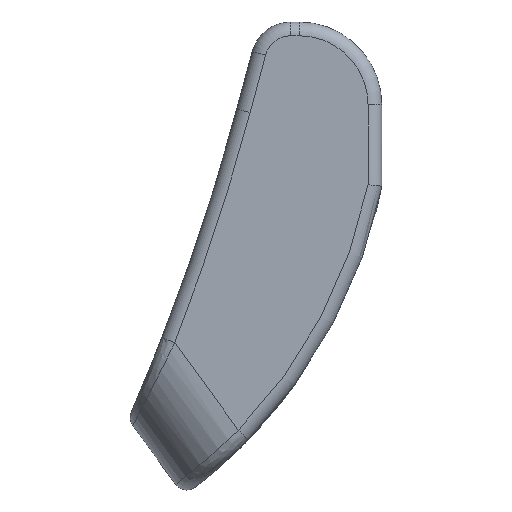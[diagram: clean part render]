
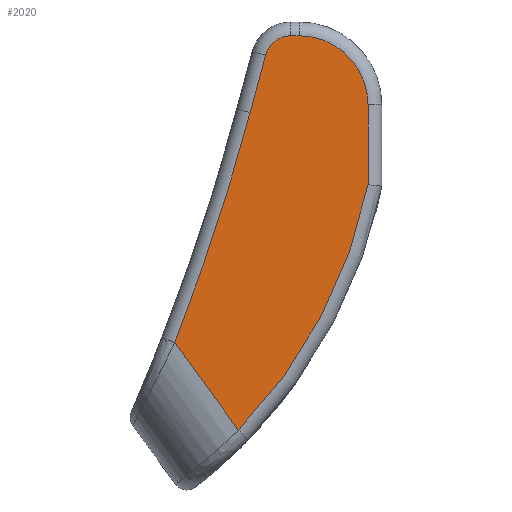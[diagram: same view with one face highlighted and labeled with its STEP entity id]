
A CAD part, left-side view. The second image highlights one B-rep face of the part: STEP entity #2020.
In plain terms, the highlighted planar face has unit normal (-1, 0, 0).
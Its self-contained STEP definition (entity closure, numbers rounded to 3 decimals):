
#17 = EDGE_LOOP ( 'NONE', ( #730, #1820, #723, #1537, #907, #761, #1227, #1801 ) ) ;
#59 = CIRCLE ( 'NONE', #684, 17.787 ) ;
#71 = EDGE_CURVE ( 'NONE', #566, #344, #1887, .T. ) ;
#99 = DIRECTION ( 'NONE',  ( 0., 0., -1. ) ) ;
#169 = VERTEX_POINT ( 'NONE', #1313 ) ;
#188 = CARTESIAN_POINT ( 'NONE',  ( -53., -4.228, 5.315 ) ) ;
#203 = CARTESIAN_POINT ( 'NONE',  ( -53., -8., 17.45 ) ) ;
#251 = EDGE_CURVE ( 'NONE', #1090, #890, #974, .T. ) ;
#304 = CARTESIAN_POINT ( 'NONE',  ( -53., -7.7, 17.45 ) ) ;
#321 = EDGE_CURVE ( 'NONE', #1051, #453, #882, .T. ) ;
#326 = CIRCLE ( 'NONE', #1119, 2.5 ) ;
#344 = VERTEX_POINT ( 'NONE', #1037 ) ;
#380 = CARTESIAN_POINT ( 'NONE',  ( -53., -8., 14.95 ) ) ;
#427 = CARTESIAN_POINT ( 'NONE',  ( -53., -7.7, 16.5 ) ) ;
#453 = VERTEX_POINT ( 'NONE', #203 ) ;
#497 = DIRECTION ( 'NONE',  ( 1., 0., 0. ) ) ;
#515 = CARTESIAN_POINT ( 'NONE',  ( -53., 70.808, 35.309 ) ) ;
#566 = VERTEX_POINT ( 'NONE', #743 ) ;
#632 = DIRECTION ( 'NONE',  ( 0., 0., -1. ) ) ;
#651 = CARTESIAN_POINT ( 'NONE',  ( -53., 6.935, 15.569 ) ) ;
#652 = CARTESIAN_POINT ( 'NONE',  ( -53., -10.5, 12. ) ) ;
#684 = AXIS2_PLACEMENT_3D ( 'NONE', #651, #497, #1579 ) ;
#686 = EDGE_CURVE ( 'NONE', #169, #1879, #1259, .T. ) ;
#723 = ORIENTED_EDGE ( 'NONE', *, *, #71, .F. ) ;
#730 = ORIENTED_EDGE ( 'NONE', *, *, #251, .F. ) ;
#733 = DIRECTION ( 'NONE',  ( 1., 0., 0. ) ) ;
#743 = CARTESIAN_POINT ( 'NONE',  ( -53., -10.5, 14.95 ) ) ;
#761 = ORIENTED_EDGE ( 'NONE', *, *, #1725, .F. ) ;
#799 = AXIS2_PLACEMENT_3D ( 'NONE', #1951, #1961, #1805 ) ;
#861 = DIRECTION ( 'NONE',  ( 0., 0.588, 0.809 ) ) ;
#882 = LINE ( 'NONE', #1839, #1657 ) ;
#890 = VERTEX_POINT ( 'NONE', #1999 ) ;
#907 = ORIENTED_EDGE ( 'NONE', *, *, #321, .F. ) ;
#974 = LINE ( 'NONE', #188, #1822 ) ;
#1013 = DIRECTION ( 'NONE',  ( 0., 0., -1. ) ) ;
#1037 = CARTESIAN_POINT ( 'NONE',  ( -53., -10.5, 12.05 ) ) ;
#1051 = VERTEX_POINT ( 'NONE', #304 ) ;
#1090 = VERTEX_POINT ( 'NONE', #1276 ) ;
#1100 = CARTESIAN_POINT ( 'NONE',  ( -53., -6.782, 16.746 ) ) ;
#1119 = AXIS2_PLACEMENT_3D ( 'NONE', #380, #1309, #1013 ) ;
#1160 = CIRCLE ( 'NONE', #1935, 0.95 ) ;
#1199 = DIRECTION ( 'NONE',  ( 0., 0., -1. ) ) ;
#1227 = ORIENTED_EDGE ( 'NONE', *, *, #686, .F. ) ;
#1259 = LINE ( 'NONE', #1100, #1747 ) ;
#1276 = CARTESIAN_POINT ( 'NONE',  ( -53., -5.8, 3.152 ) ) ;
#1296 = PLANE ( 'NONE',  #1924 ) ;
#1309 = DIRECTION ( 'NONE',  ( 1., 0., 0. ) ) ;
#1313 = CARTESIAN_POINT ( 'NONE',  ( -53., -6.226, 14.668 ) ) ;
#1349 = DIRECTION ( 'NONE',  ( -1., 0., 0. ) ) ;
#1418 = CIRCLE ( 'NONE', #799, 79.751 ) ;
#1424 = CARTESIAN_POINT ( 'NONE',  ( -53., -6.782, 16.746 ) ) ;
#1443 = FACE_OUTER_BOUND ( 'NONE', #17, .T. ) ;
#1530 = DIRECTION ( 'NONE',  ( 0., -0.259, 0.966 ) ) ;
#1537 = ORIENTED_EDGE ( 'NONE', *, *, #1986, .F. ) ;
#1550 = EDGE_CURVE ( 'NONE', #344, #1090, #59, .T. ) ;
#1579 = DIRECTION ( 'NONE',  ( 0., 0., -1. ) ) ;
#1657 = VECTOR ( 'NONE', #1829, 1000. ) ;
#1725 = EDGE_CURVE ( 'NONE', #1879, #1051, #1160, .T. ) ;
#1747 = VECTOR ( 'NONE', #1530, 1000. ) ;
#1748 = EDGE_CURVE ( 'NONE', #890, #169, #1418, .T. ) ;
#1801 = ORIENTED_EDGE ( 'NONE', *, *, #1748, .F. ) ;
#1805 = DIRECTION ( 'NONE',  ( 0., 0., -1. ) ) ;
#1820 = ORIENTED_EDGE ( 'NONE', *, *, #1550, .F. ) ;
#1822 = VECTOR ( 'NONE', #861, 1000. ) ;
#1829 = DIRECTION ( 'NONE',  ( 0., -1., 0. ) ) ;
#1839 = CARTESIAN_POINT ( 'NONE',  ( -53., -8., 17.45 ) ) ;
#1854 = VECTOR ( 'NONE', #632, 1000. ) ;
#1879 = VERTEX_POINT ( 'NONE', #1424 ) ;
#1887 = LINE ( 'NONE', #652, #1854 ) ;
#1924 = AXIS2_PLACEMENT_3D ( 'NONE', #515, #1349, #99 ) ;
#1935 = AXIS2_PLACEMENT_3D ( 'NONE', #427, #733, #1199 ) ;
#1951 = CARTESIAN_POINT ( 'NONE',  ( -53., 70.808, 35.309 ) ) ;
#1961 = DIRECTION ( 'NONE',  ( -1., 0., 0. ) ) ;
#1986 = EDGE_CURVE ( 'NONE', #453, #566, #326, .T. ) ;
#1999 = CARTESIAN_POINT ( 'NONE',  ( -53., -3.491, 6.329 ) ) ;
#2020 = ADVANCED_FACE ( 'NONE', ( #1443 ), #1296, .T. ) ;
